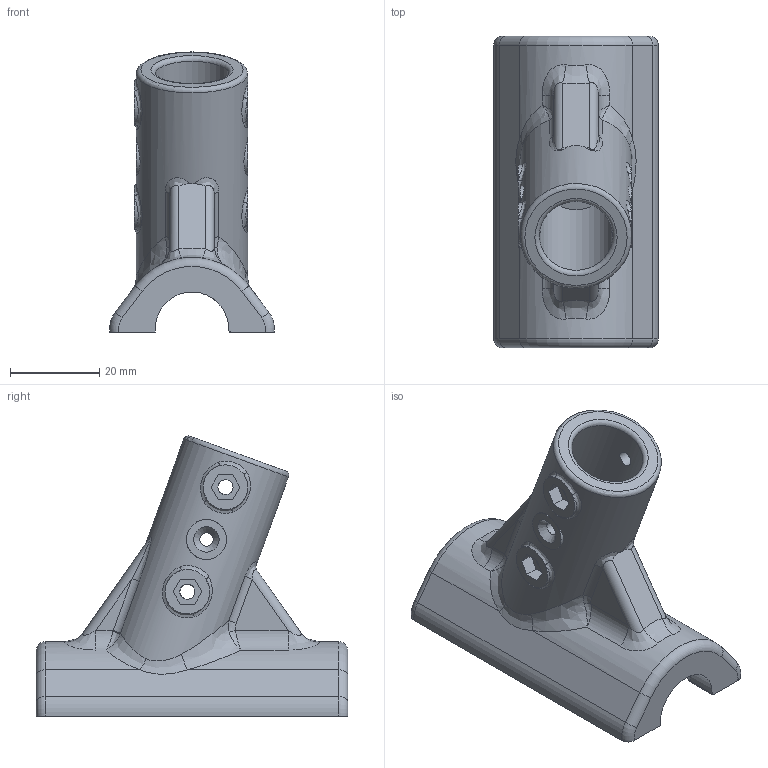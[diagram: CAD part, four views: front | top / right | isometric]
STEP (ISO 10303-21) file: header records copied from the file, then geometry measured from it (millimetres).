
FILE_DESCRIPTION(/* description */ (''),/* implementation_level */ '2;1');
FILE_NAME(/* name */ 'Boom Joint Outer 20Deg L Bearing Style.stp',/* time_stamp */ '2016-11-12T16:42:18-08:00',/* author */ (''),/* organization */ (''),/* preprocessor_version */ 'ST-DEVELOPER v15.2',/* originating_system */ 'Autodesk Translator Framework v2.0.0.5431',/* authorisation */ '');
FILE_SCHEMA (('AUTOMOTIVE_DESIGN { 1 0 10303 214 3 1 1 }'));
Length unit declared in the file: centimetre
Products named in the file (1): (Unsaved)
Bounding box: 36.99 x 70 x 62.93 mm (x, y, z)
Volume: 34162 mm3; surface area: 15863.4 mm2
Topology: 1 solids, 1 shells, 167 faces, 407 edges, 239 vertices
Faces by surface type: cylinder 60, bspline 47, plane 38, torus 12, cone 10
Full cylindrical faces by diameter (mm): 3.048 x2, 3.4 x4, 4.4 x8, 12 x1, 16.5 x1, 25 x1
Entity records: 6564 total; most frequent: CARTESIAN_POINT 3160, ORIENTED_EDGE 712, DIRECTION 632, EDGE_CURVE 356, AXIS2_PLACEMENT_3D 264, VERTEX_POINT 229, EDGE_LOOP 219, ADVANCED_FACE 167
